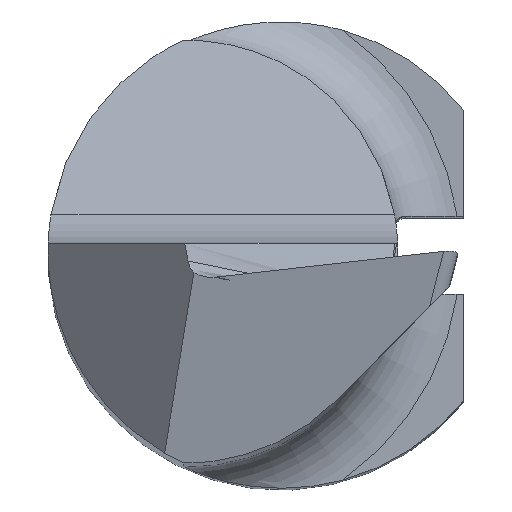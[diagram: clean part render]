
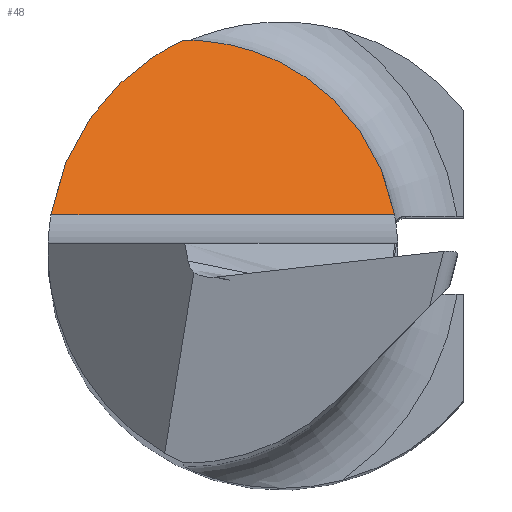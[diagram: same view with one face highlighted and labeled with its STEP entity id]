
A CAD part, top view. The second image highlights one B-rep face of the part: STEP entity #48.
In plain terms, the highlighted planar face has unit normal (0, 0.766, 0.643).
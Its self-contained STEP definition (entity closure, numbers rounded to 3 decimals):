
#48 = ADVANCED_FACE ( 'NONE', ( #139 ), #680, .F. ) ;
#110 =( BOUNDED_CURVE ( )  B_SPLINE_CURVE ( 3, ( #157, #344, #716, #622 ),
 .UNSPECIFIED., .F., .F. ) 
 B_SPLINE_CURVE_WITH_KNOTS ( ( 4, 4 ),
 ( 4.871, 5.852 ),
 .UNSPECIFIED. ) 
 CURVE ( )  GEOMETRIC_REPRESENTATION_ITEM ( )  RATIONAL_B_SPLINE_CURVE ( ( 1., 0.921, 0.921, 1. ) ) 
 REPRESENTATION_ITEM ( '' )  );
#114 = CARTESIAN_POINT ( 'NONE',  ( -3., 0.474, 40.482 ) ) ;
#127 = CARTESIAN_POINT ( 'NONE',  ( -3., 0.474, 40.482 ) ) ;
#130 = AXIS2_PLACEMENT_3D ( 'NONE', #127, #1059, #231 ) ;
#135 = CARTESIAN_POINT ( 'NONE',  ( 1.458, 0.474, 40.482 ) ) ;
#137 = CARTESIAN_POINT ( 'NONE',  ( -1.255, 2.725, 37.8 ) ) ;
#139 = FACE_OUTER_BOUND ( 'NONE', #628, .T. ) ;
#157 = CARTESIAN_POINT ( 'NONE',  ( -2.962, 0.474, 40.482 ) ) ;
#205 = ORIENTED_EDGE ( 'NONE', *, *, #1019, .T. ) ;
#231 = DIRECTION ( 'NONE',  ( 0., 0.643, -0.766 ) ) ;
#344 = CARTESIAN_POINT ( 'NONE',  ( -2.801, 1.483, 39.28 ) ) ;
#361 = EDGE_CURVE ( 'NONE', #648, #553, #110, .T. ) ;
#385 = CARTESIAN_POINT ( 'NONE',  ( -1.255, 2.725, 37.8 ) ) ;
#390 = CARTESIAN_POINT ( 'NONE',  ( 1.215, 1.849, 38.844 ) ) ;
#553 = VERTEX_POINT ( 'NONE', #137 ) ;
#583 = ORIENTED_EDGE ( 'NONE', *, *, #801, .T. ) ;
#593 =( BOUNDED_CURVE ( )  B_SPLINE_CURVE ( 3, ( #135, #390, #672, #385 ),
 .UNSPECIFIED., .F., .T. ) 
 B_SPLINE_CURVE_WITH_KNOTS ( ( 4, 4 ),
 ( 4.887, 6.294 ),
 .UNSPECIFIED. ) 
 CURVE ( )  GEOMETRIC_REPRESENTATION_ITEM ( )  RATIONAL_B_SPLINE_CURVE ( ( 1., 0.842, 0.842, 1. ) ) 
 REPRESENTATION_ITEM ( '' )  );
#622 = CARTESIAN_POINT ( 'NONE',  ( -1.255, 2.725, 37.8 ) ) ;
#628 = EDGE_LOOP ( 'NONE', ( #583, #205, #805 ) ) ;
#648 = VERTEX_POINT ( 'NONE', #929 ) ;
#672 = CARTESIAN_POINT ( 'NONE',  ( 0.141, 2.74, 37.782 ) ) ;
#680 = PLANE ( 'NONE',  #130 ) ;
#716 = CARTESIAN_POINT ( 'NONE',  ( -2.183, 2.297, 38.31 ) ) ;
#727 = VERTEX_POINT ( 'NONE', #835 ) ;
#801 = EDGE_CURVE ( 'NONE', #648, #727, #1108, .T. ) ;
#805 = ORIENTED_EDGE ( 'NONE', *, *, #361, .F. ) ;
#835 = CARTESIAN_POINT ( 'NONE',  ( 1.458, 0.474, 40.482 ) ) ;
#929 = CARTESIAN_POINT ( 'NONE',  ( -2.962, 0.474, 40.482 ) ) ;
#952 = DIRECTION ( 'NONE',  ( 1., 0., 0. ) ) ;
#1019 = EDGE_CURVE ( 'NONE', #727, #553, #593, .T. ) ;
#1059 = DIRECTION ( 'NONE',  ( 0., -0.766, -0.643 ) ) ;
#1108 = LINE ( 'NONE', #114, #1127 ) ;
#1127 = VECTOR ( 'NONE', #952, 1000. ) ;
